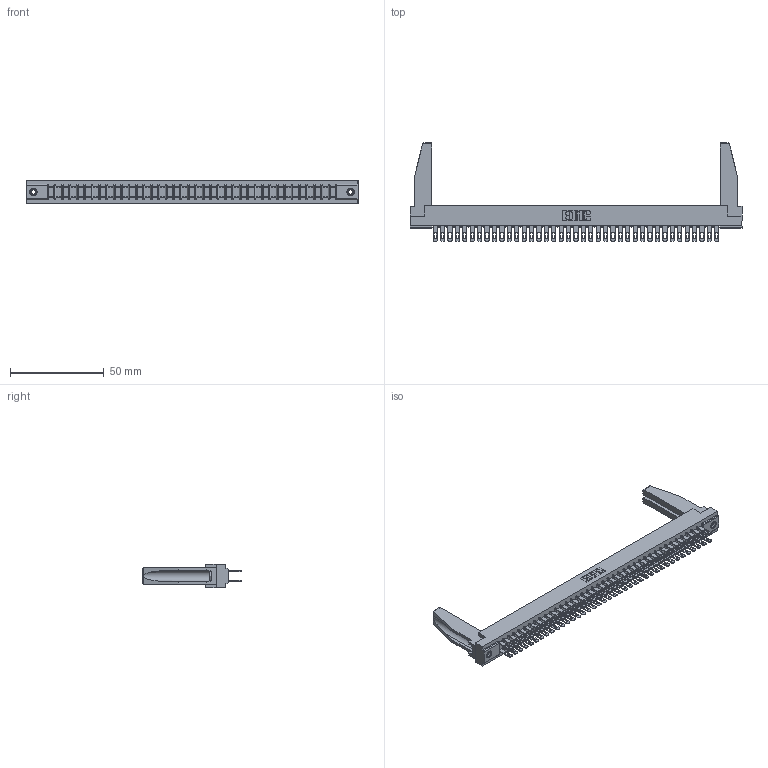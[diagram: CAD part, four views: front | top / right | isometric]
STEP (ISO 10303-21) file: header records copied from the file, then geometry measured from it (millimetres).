
FILE_DESCRIPTION (( 'STEP AP203' ), '1' );
FILE_NAME ('307-078-400-278.STEP', '2020-10-01T06:18:45', ( '' ), ( '' ), 'SwSTEP 2.0', 'SolidWorks 2020', '' );
FILE_SCHEMA (( 'CONFIG_CONTROL_DESIGN' ));
Length unit declared in the file: inch
Products named in the file (5): 307-078-400-278; 307-290-001_500; 307-220-078; 307 Part_.156 Dia Mounting Holes; 345-250-001_345-250-001-102
Assembly tree (83 placements, depth 2):
  307-078-400-278
    307 Part_.156 Dia Mounting Holes
    307-290-001_500  x78
    307-220-078  x2
    345-250-001_345-250-001-102  x2
Bounding box: 177.55 x 52.88 x 12.7 mm (x, y, z)
Volume: 23075.5 mm3; surface area: 28355.4 mm2
Topology: 83 solids, 83 shells, 3876 faces, 10793 edges, 6974 vertices
Faces by surface type: plane 2494, cylinder 1286, sphere 80, cone 12, torus 4
Entity records: 37465 total; most frequent: CARTESIAN_POINT 6137, ORIENTED_EDGE 6040, DIRECTION 5968, EDGE_CURVE 3020, LINE 2318, VECTOR 2318, VERTEX_POINT 1952, AXIS2_PLACEMENT_3D 1825
